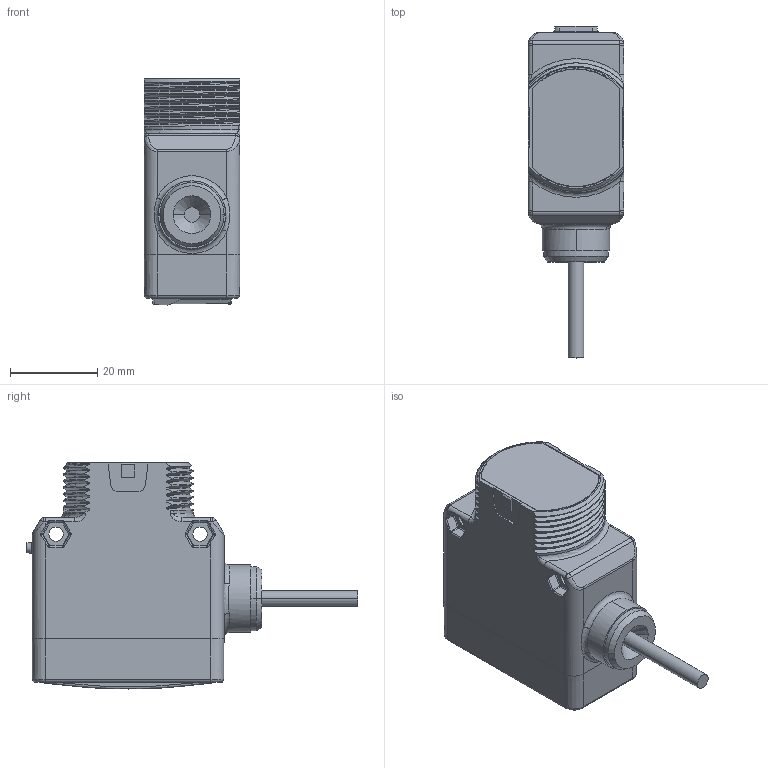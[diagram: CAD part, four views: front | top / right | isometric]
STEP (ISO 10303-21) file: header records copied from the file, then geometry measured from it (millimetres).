
FILE_DESCRIPTION((''),'2;1');
FILE_NAME('138506_SM01_ASM','2022-03-30T13:29:15',('PDMAdmin'),('BANNER ENGINEERING'),'CREO PARAMETRIC BY PTC INC, 2019292','CREO PARAMETRIC BY PTC INC, 2019292','');
FILE_SCHEMA(('CONFIG_CONTROL_DESIGN'));
Products named in the file (3): 138506_EP01; CABLE_136417_CABLE; 138506_SM01_ASM
Assembly tree (2 placements, depth 2):
  138506_SM01_ASM
    138506_EP01
    CABLE_136417_CABLE
Bounding box: 22 x 76.07 x 51.8 mm (x, y, z)
Volume: 44884.2 mm3; surface area: 9649.8 mm2
Topology: 2 solids, 3 shells, 490 faces, 1162 edges, 686 vertices
Faces by surface type: cylinder 180, plane 123, bspline 91, torus 40, sphere 30, cone 25, extrusion 1
Entity records: 21483 total; most frequent: CARTESIAN_POINT 10778, ORIENTED_EDGE 2320, DIRECTION 2057, EDGE_CURVE 1160, AXIS2_PLACEMENT_3D 772, VERTEX_POINT 686, VECTOR 513, LINE 512
